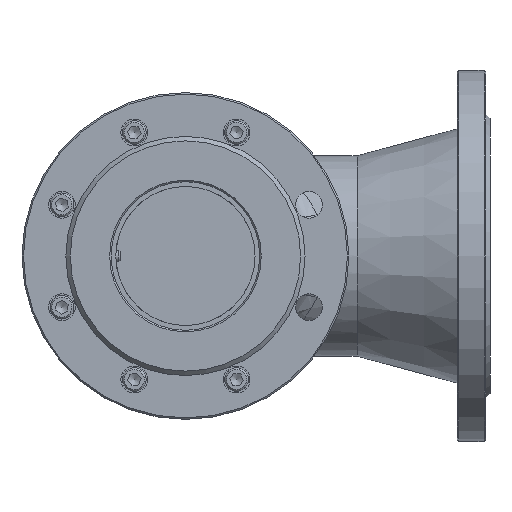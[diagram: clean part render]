
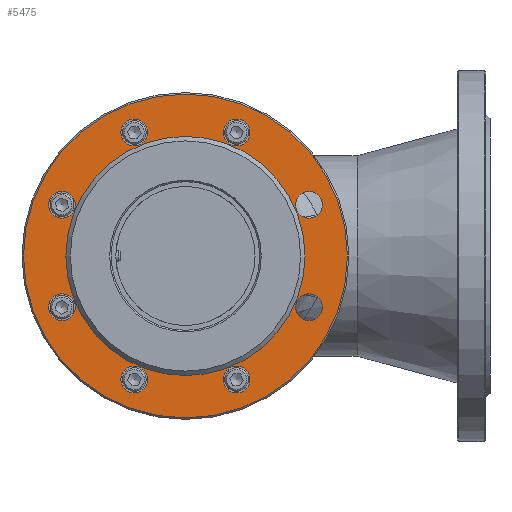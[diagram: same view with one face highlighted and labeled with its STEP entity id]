
A CAD part, front view. The second image highlights one B-rep face of the part: STEP entity #5475.
In plain terms, the highlighted planar face has unit normal (0, -1, 0).
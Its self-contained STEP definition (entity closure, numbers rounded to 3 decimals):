
#338=FACE_BOUND('',#1062,.T.);
#339=FACE_BOUND('',#1063,.T.);
#340=FACE_BOUND('',#1064,.T.);
#341=FACE_BOUND('',#1065,.T.);
#342=FACE_BOUND('',#1066,.T.);
#343=FACE_BOUND('',#1067,.T.);
#344=FACE_BOUND('',#1068,.T.);
#345=FACE_BOUND('',#1069,.T.);
#346=FACE_BOUND('',#1070,.T.);
#454=PLANE('',#6122);
#686=FACE_OUTER_BOUND('',#1061,.T.);
#1061=EDGE_LOOP('',(#4180));
#1062=EDGE_LOOP('',(#4181));
#1063=EDGE_LOOP('',(#4182));
#1064=EDGE_LOOP('',(#4183));
#1065=EDGE_LOOP('',(#4184));
#1066=EDGE_LOOP('',(#4185));
#1067=EDGE_LOOP('',(#4186));
#1068=EDGE_LOOP('',(#4187));
#1069=EDGE_LOOP('',(#4188));
#1070=EDGE_LOOP('',(#4189));
#1447=CIRCLE('',#6120,80.5);
#1449=CIRCLE('',#6123,109.);
#1450=CIRCLE('',#6124,9.);
#1451=CIRCLE('',#6125,9.);
#1452=CIRCLE('',#6126,9.);
#1453=CIRCLE('',#6127,9.);
#1454=CIRCLE('',#6128,9.);
#1455=CIRCLE('',#6129,9.);
#1456=CIRCLE('',#6130,9.);
#1457=CIRCLE('',#6131,9.);
#2505=VERTEX_POINT('',#10453);
#2507=VERTEX_POINT('',#10459);
#2508=VERTEX_POINT('',#10461);
#2509=VERTEX_POINT('',#10463);
#2510=VERTEX_POINT('',#10465);
#2511=VERTEX_POINT('',#10467);
#2512=VERTEX_POINT('',#10469);
#2513=VERTEX_POINT('',#10471);
#2514=VERTEX_POINT('',#10473);
#2515=VERTEX_POINT('',#10475);
#3104=EDGE_CURVE('',#2505,#2505,#1447,.T.);
#3107=EDGE_CURVE('',#2507,#2507,#1449,.T.);
#3108=EDGE_CURVE('',#2508,#2508,#1450,.T.);
#3109=EDGE_CURVE('',#2509,#2509,#1451,.T.);
#3110=EDGE_CURVE('',#2510,#2510,#1452,.T.);
#3111=EDGE_CURVE('',#2511,#2511,#1453,.T.);
#3112=EDGE_CURVE('',#2512,#2512,#1454,.T.);
#3113=EDGE_CURVE('',#2513,#2513,#1455,.T.);
#3114=EDGE_CURVE('',#2514,#2514,#1456,.T.);
#3115=EDGE_CURVE('',#2515,#2515,#1457,.T.);
#4180=ORIENTED_EDGE('',*,*,#3107,.F.);
#4181=ORIENTED_EDGE('',*,*,#3108,.F.);
#4182=ORIENTED_EDGE('',*,*,#3109,.F.);
#4183=ORIENTED_EDGE('',*,*,#3110,.F.);
#4184=ORIENTED_EDGE('',*,*,#3111,.F.);
#4185=ORIENTED_EDGE('',*,*,#3112,.F.);
#4186=ORIENTED_EDGE('',*,*,#3113,.F.);
#4187=ORIENTED_EDGE('',*,*,#3114,.F.);
#4188=ORIENTED_EDGE('',*,*,#3115,.F.);
#4189=ORIENTED_EDGE('',*,*,#3104,.F.);
#5475=ADVANCED_FACE('',(#686,#338,#339,#340,#341,#342,#343,#344,#345,#346),
#454,.F.);
#6120=AXIS2_PLACEMENT_3D('',#10454,#7153,#7154);
#6122=AXIS2_PLACEMENT_3D('',#10458,#7158,#7159);
#6123=AXIS2_PLACEMENT_3D('',#10460,#7160,#7161);
#6124=AXIS2_PLACEMENT_3D('',#10462,#7162,#7163);
#6125=AXIS2_PLACEMENT_3D('',#10464,#7164,#7165);
#6126=AXIS2_PLACEMENT_3D('',#10466,#7166,#7167);
#6127=AXIS2_PLACEMENT_3D('',#10468,#7168,#7169);
#6128=AXIS2_PLACEMENT_3D('',#10470,#7170,#7171);
#6129=AXIS2_PLACEMENT_3D('',#10472,#7172,#7173);
#6130=AXIS2_PLACEMENT_3D('',#10474,#7174,#7175);
#6131=AXIS2_PLACEMENT_3D('',#10476,#7176,#7177);
#7153=DIRECTION('center_axis',(0.,-1.,0.));
#7154=DIRECTION('ref_axis',(1.,0.,0.));
#7158=DIRECTION('center_axis',(0.,1.,0.));
#7159=DIRECTION('ref_axis',(0.,0.,1.));
#7160=DIRECTION('center_axis',(0.,1.,0.));
#7161=DIRECTION('ref_axis',(-1.,0.,0.));
#7162=DIRECTION('center_axis',(0.,-1.,0.));
#7163=DIRECTION('ref_axis',(-1.,0.,0.));
#7164=DIRECTION('center_axis',(0.,-1.,0.));
#7165=DIRECTION('ref_axis',(-1.,0.,0.));
#7166=DIRECTION('center_axis',(0.,-1.,0.));
#7167=DIRECTION('ref_axis',(-1.,0.,0.));
#7168=DIRECTION('center_axis',(0.,-1.,0.));
#7169=DIRECTION('ref_axis',(-1.,0.,0.));
#7170=DIRECTION('center_axis',(0.,-1.,0.));
#7171=DIRECTION('ref_axis',(-1.,0.,0.));
#7172=DIRECTION('center_axis',(0.,-1.,0.));
#7173=DIRECTION('ref_axis',(-1.,0.,0.));
#7174=DIRECTION('center_axis',(0.,-1.,0.));
#7175=DIRECTION('ref_axis',(-1.,0.,0.));
#7176=DIRECTION('center_axis',(0.,-1.,0.));
#7177=DIRECTION('ref_axis',(-1.,0.,0.));
#10453=CARTESIAN_POINT('',(-80.5,3.,0.));
#10454=CARTESIAN_POINT('Origin',(0.,3.,0.));
#10458=CARTESIAN_POINT('Origin',(0.,3.,0.));
#10459=CARTESIAN_POINT('',(109.,3.,0.));
#10460=CARTESIAN_POINT('Origin',(0.,3.,0.));
#10461=CARTESIAN_POINT('',(-25.442,3.,83.149));
#10462=CARTESIAN_POINT('Origin',(-34.442,3.,83.149));
#10463=CARTESIAN_POINT('',(-74.149,3.,34.442));
#10464=CARTESIAN_POINT('Origin',(-83.149,3.,34.442));
#10465=CARTESIAN_POINT('',(-74.149,3.,-34.442));
#10466=CARTESIAN_POINT('Origin',(-83.149,3.,-34.442));
#10467=CARTESIAN_POINT('',(-25.442,3.,-83.149));
#10468=CARTESIAN_POINT('Origin',(-34.442,3.,-83.149));
#10469=CARTESIAN_POINT('',(43.442,3.,-83.149));
#10470=CARTESIAN_POINT('Origin',(34.442,3.,-83.149));
#10471=CARTESIAN_POINT('',(92.149,3.,-34.442));
#10472=CARTESIAN_POINT('Origin',(83.149,3.,-34.442));
#10473=CARTESIAN_POINT('',(92.149,3.,34.442));
#10474=CARTESIAN_POINT('Origin',(83.149,3.,34.442));
#10475=CARTESIAN_POINT('',(43.442,3.,83.149));
#10476=CARTESIAN_POINT('Origin',(34.442,3.,83.149));
